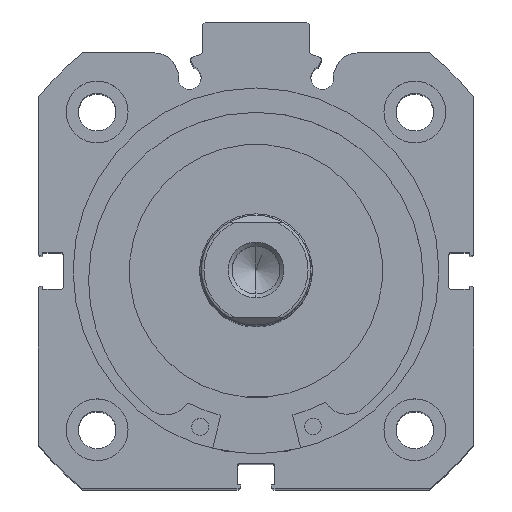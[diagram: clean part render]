
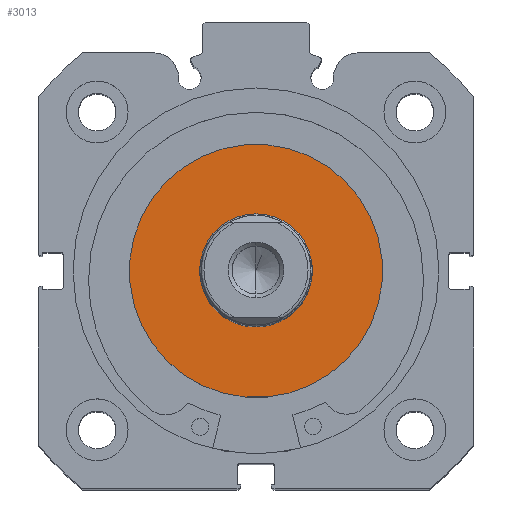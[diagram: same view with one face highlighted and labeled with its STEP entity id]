
A CAD part, top view. The second image highlights one B-rep face of the part: STEP entity #3013.
In plain terms, the highlighted face is planar.
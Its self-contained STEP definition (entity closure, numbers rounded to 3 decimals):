
#472 = EDGE_LOOP ( 'NONE', ( #1251, #1250 ) ) ;
#473 = EDGE_LOOP ( 'NONE', ( #1249, #1248 ) ) ;
#1248 = ORIENTED_EDGE ( 'NONE', *, *, #1558, .T. ) ;
#1249 = ORIENTED_EDGE ( 'NONE', *, *, #1520, .T. ) ;
#1250 = ORIENTED_EDGE ( 'NONE', *, *, #1530, .F. ) ;
#1251 = ORIENTED_EDGE ( 'NONE', *, *, #1560, .F. ) ;
#1520 = EDGE_CURVE ( 'NONE', #1720, #2899, #3996, .T. ) ;
#1530 = EDGE_CURVE ( 'NONE', #2897, #1683, #4007, .T. ) ;
#1558 = EDGE_CURVE ( 'NONE', #2899, #1720, #4033, .T. ) ;
#1560 = EDGE_CURVE ( 'NONE', #1683, #2897, #4037, .T. ) ;
#1683 = VERTEX_POINT ( 'NONE', #5249 ) ;
#1720 = VERTEX_POINT ( 'NONE', #5286 ) ;
#2897 = VERTEX_POINT ( 'NONE', #5300 ) ;
#2899 = VERTEX_POINT ( 'NONE', #5305 ) ;
#3013 = ADVANCED_FACE ( 'NONE', ( #4256, #4267 ), #5695, .F. ) ;
#3460 = AXIS2_PLACEMENT_3D ( 'NONE', #5020, #5038, #5039 ) ;
#3464 = AXIS2_PLACEMENT_3D ( 'NONE', #5062, #5063, #5064 ) ;
#3473 = AXIS2_PLACEMENT_3D ( 'NONE', #5119, #5128, #5129 ) ;
#3478 = AXIS2_PLACEMENT_3D ( 'NONE', #5120, #5121, #5122 ) ;
#3593 = AXIS2_PLACEMENT_3D ( 'NONE', #5694, #5696, #5697 ) ;
#3996 = CIRCLE ( 'NONE', #3460, 22.5 ) ;
#4007 = CIRCLE ( 'NONE', #3464, 10. ) ;
#4033 = CIRCLE ( 'NONE', #3478, 22.5 ) ;
#4037 = CIRCLE ( 'NONE', #3473, 10. ) ;
#4256 = FACE_BOUND ( 'NONE', #472, .T. ) ;
#4267 = FACE_OUTER_BOUND ( 'NONE', #473, .T. ) ;
#5020 = CARTESIAN_POINT ( 'NONE',  ( 0., 0., 0. ) ) ;
#5038 = DIRECTION ( 'NONE',  ( -1., 0., 0. ) ) ;
#5039 = DIRECTION ( 'NONE',  ( 0., 0., 1. ) ) ;
#5062 = CARTESIAN_POINT ( 'NONE',  ( 0., 0., 0. ) ) ;
#5063 = DIRECTION ( 'NONE',  ( -1., 0., 0. ) ) ;
#5064 = DIRECTION ( 'NONE',  ( 0., 0., 1. ) ) ;
#5119 = CARTESIAN_POINT ( 'NONE',  ( 0., 0., 0. ) ) ;
#5120 = CARTESIAN_POINT ( 'NONE',  ( 0., 0., 0. ) ) ;
#5121 = DIRECTION ( 'NONE',  ( -1., 0., 0. ) ) ;
#5122 = DIRECTION ( 'NONE',  ( 0., 0., 1. ) ) ;
#5128 = DIRECTION ( 'NONE',  ( -1., 0., 0. ) ) ;
#5129 = DIRECTION ( 'NONE',  ( 0., 0., 1. ) ) ;
#5249 = CARTESIAN_POINT ( 'NONE',  ( 0., 0., 10. ) ) ;
#5286 = CARTESIAN_POINT ( 'NONE',  ( 0., 0., 22.5 ) ) ;
#5300 = CARTESIAN_POINT ( 'NONE',  ( 0., 0., -10. ) ) ;
#5305 = CARTESIAN_POINT ( 'NONE',  ( 0., 0., -22.5 ) ) ;
#5694 = CARTESIAN_POINT ( 'NONE',  ( 0., 22.5, 0. ) ) ;
#5695 = PLANE ( 'NONE',  #3593 ) ;
#5696 = DIRECTION ( 'NONE',  ( 1., 0., 0. ) ) ;
#5697 = DIRECTION ( 'NONE',  ( 0., 0., -1. ) ) ;
